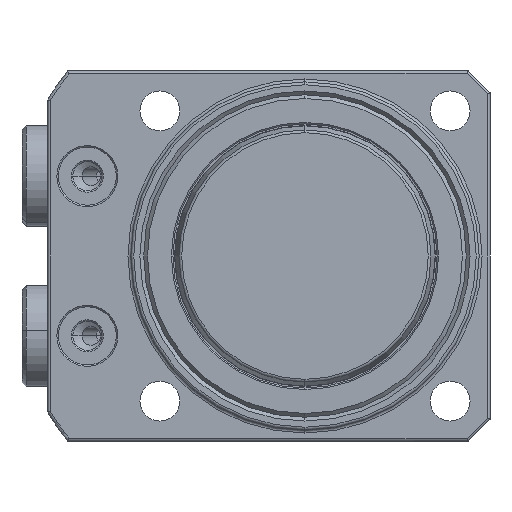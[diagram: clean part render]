
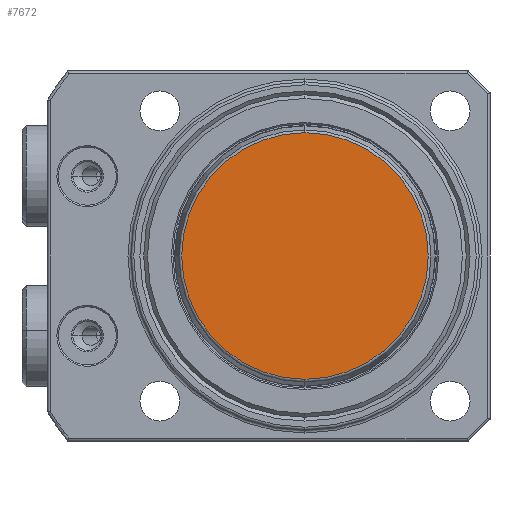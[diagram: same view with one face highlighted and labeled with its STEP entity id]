
A CAD part, front view. The second image highlights one B-rep face of the part: STEP entity #7672.
In plain terms, the highlighted planar face has unit normal (0, -1, 0).
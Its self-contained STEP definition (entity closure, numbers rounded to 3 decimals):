
#913 = CIRCLE ( 'NONE', #3995, 16.992 ) ;
#951 = CIRCLE ( 'NONE', #3987, 16.992 ) ;
#1546 = EDGE_LOOP ( 'NONE', ( #2448, #2446 ) ) ;
#2446 = ORIENTED_EDGE ( 'NONE', *, *, #7812, .T. ) ;
#2448 = ORIENTED_EDGE ( 'NONE', *, *, #7824, .T. ) ;
#2769 = VERTEX_POINT ( 'NONE', #5489 ) ;
#2770 = VERTEX_POINT ( 'NONE', #5491 ) ;
#3652 = CARTESIAN_POINT ( 'NONE',  ( 0., -2., 0. ) ) ;
#3653 = DIRECTION ( 'NONE',  ( 0., -1., 0. ) ) ;
#3654 = DIRECTION ( 'NONE',  ( 0., 0., 1. ) ) ;
#3688 = CARTESIAN_POINT ( 'NONE',  ( 0., -2., 0. ) ) ;
#3689 = DIRECTION ( 'NONE',  ( 0., -1., 0. ) ) ;
#3690 = DIRECTION ( 'NONE',  ( 0., 0., 1. ) ) ;
#3987 = AXIS2_PLACEMENT_3D ( 'NONE', #3652, #3653, #3654 ) ;
#3995 = AXIS2_PLACEMENT_3D ( 'NONE', #3688, #3689, #3690 ) ;
#4189 = AXIS2_PLACEMENT_3D ( 'NONE', #5121, #5122, #5123 ) ;
#4192 = FACE_OUTER_BOUND ( 'NONE', #1546, .T. ) ;
#5120 = PLANE ( 'NONE',  #4189 ) ;
#5121 = CARTESIAN_POINT ( 'NONE',  ( 17.272, -2., 0. ) ) ;
#5122 = DIRECTION ( 'NONE',  ( 0., 1., 0. ) ) ;
#5123 = DIRECTION ( 'NONE',  ( 0., 0., 1. ) ) ;
#5489 = CARTESIAN_POINT ( 'NONE',  ( 0., -2., 16.992 ) ) ;
#5491 = CARTESIAN_POINT ( 'NONE',  ( 0., -2., -16.992 ) ) ;
#7672 = ADVANCED_FACE ( 'NONE', ( #4192 ), #5120, .F. ) ;
#7812 = EDGE_CURVE ( 'NONE', #2770, #2769, #951, .T. ) ;
#7824 = EDGE_CURVE ( 'NONE', #2769, #2770, #913, .T. ) ;
